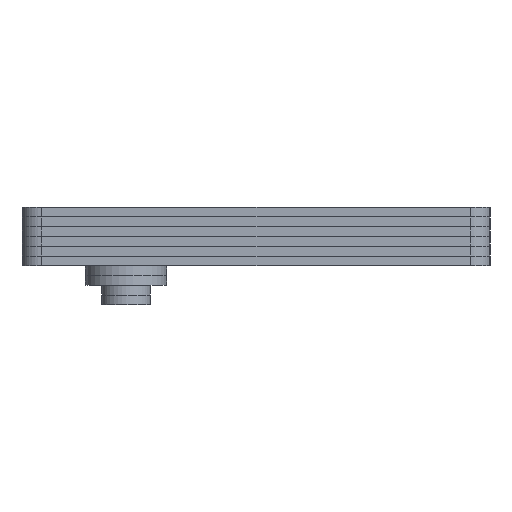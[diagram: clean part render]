
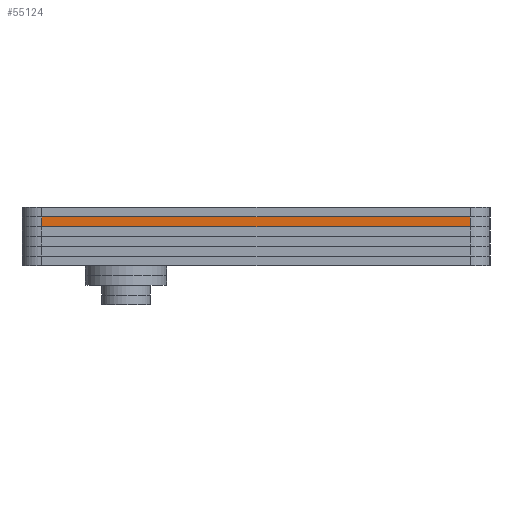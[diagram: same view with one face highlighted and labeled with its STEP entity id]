
A CAD part, left-side view. The second image highlights one B-rep face of the part: STEP entity #55124.
In plain terms, the highlighted planar face has unit normal (-1, 0, 0).
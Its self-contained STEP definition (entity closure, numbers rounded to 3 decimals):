
#5250=FACE_OUTER_BOUND('',#9018,.T.);
#9018=EDGE_LOOP('',(#48476,#48477,#48478,#48479));
#16308=LINE('',#90476,#21818);
#16309=LINE('',#90479,#21819);
#16310=LINE('',#90481,#21820);
#16311=LINE('',#90482,#21821);
#21818=VECTOR('',#74081,10.);
#21819=VECTOR('',#74084,10.);
#21820=VECTOR('',#74085,10.);
#21821=VECTOR('',#74086,10.);
#26992=VERTEX_POINT('',#90472);
#26993=VERTEX_POINT('',#90474);
#26994=VERTEX_POINT('',#90478);
#26995=VERTEX_POINT('',#90480);
#34320=EDGE_CURVE('',#26992,#26993,#16308,.T.);
#34321=EDGE_CURVE('',#26992,#26994,#16309,.T.);
#34322=EDGE_CURVE('',#26995,#26993,#16310,.T.);
#34323=EDGE_CURVE('',#26994,#26995,#16311,.T.);
#48476=ORIENTED_EDGE('',*,*,#34321,.F.);
#48477=ORIENTED_EDGE('',*,*,#34320,.T.);
#48478=ORIENTED_EDGE('',*,*,#34322,.F.);
#48479=ORIENTED_EDGE('',*,*,#34323,.F.);
#51848=PLANE('',#60064);
#55124=ADVANCED_FACE('',(#5250),#51848,.T.);
#60064=AXIS2_PLACEMENT_3D('',#90477,#74082,#74083);
#74081=DIRECTION('',(0.,0.,1.));
#74082=DIRECTION('center_axis',(-1.,0.,0.));
#74083=DIRECTION('ref_axis',(0.,-1.,0.));
#74084=DIRECTION('',(0.,1.,0.));
#74085=DIRECTION('',(0.,-1.,0.));
#74086=DIRECTION('',(0.,0.,1.));
#90472=CARTESIAN_POINT('',(2.906,-136.203,6.2));
#90474=CARTESIAN_POINT('',(2.906,-136.203,9.2));
#90476=CARTESIAN_POINT('',(2.906,-136.203,6.2));
#90477=CARTESIAN_POINT('Origin',(2.906,-4.319,6.2));
#90478=CARTESIAN_POINT('',(2.906,-4.319,6.2));
#90479=CARTESIAN_POINT('',(2.906,-136.203,6.2));
#90480=CARTESIAN_POINT('',(2.906,-4.319,9.2));
#90481=CARTESIAN_POINT('',(2.906,-136.203,9.2));
#90482=CARTESIAN_POINT('',(2.906,-4.319,6.2));
